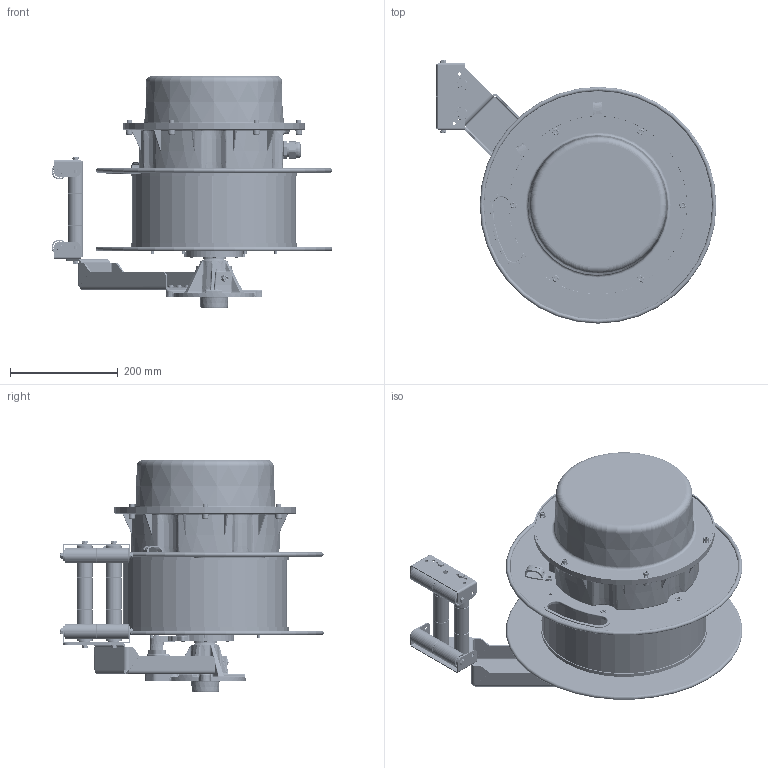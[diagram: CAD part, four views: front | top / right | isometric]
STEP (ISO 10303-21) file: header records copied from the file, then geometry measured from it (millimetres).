
FILE_DESCRIPTION (( 'STEP AP214' ), '1' );
FILE_NAME ('1727 RNF.STEP', '2025-09-26T09:19:19', ( '' ), ( '' ), 'SwSTEP 2.0', 'SolidWorks 2023', '' );
FILE_SCHEMA (( 'AUTOMOTIVE_DESIGN' ));
Length unit declared in the file: millimetre
Products named in the file (1): 1727 RNF
Bounding box: 521.99 x 489.19 x 431 mm (x, y, z)
Volume: 3202413.2 mm3; surface area: 2292395.8 mm2
Topology: 125 solids, 125 shells, 8386 faces, 20535 edges, 12297 vertices
Faces by surface type: bspline 2414, cylinder 2397, plane 1850, torus 937, cone 619, sphere 169
Full cylindrical faces by diameter (mm): 2.5 x2, 4.8 x1, 5 x11, 5.2 x2, 5.3 x3, 5.5 x21, 5.8 x8, 5.866 x6, 6 x26, 6.2 x24, 6.4 x8, 6.5 x52, 6.8 x1, 7 x1, 8 x2, 8.2 x6, 9 x3, 9.8 x1, 10 x20, 10.2 x2, 10.5 x8, 11 x2, 12 x11, 12.5 x18, 13 x1, 14 x10, 15 x1, 16.2 x1, 17 x8, 21 x9
Entity records: 346260 total; most frequent: CARTESIAN_POINT 172851, ORIENTED_EDGE 38754, DIRECTION 30621, EDGE_CURVE 19377, AXIS2_PLACEMENT_3D 12516, VERTEX_POINT 12114, EDGE_LOOP 9755, FACE_OUTER_BOUND 8893
